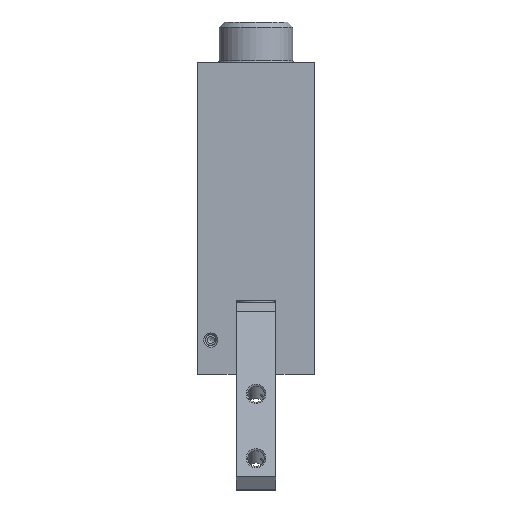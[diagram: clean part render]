
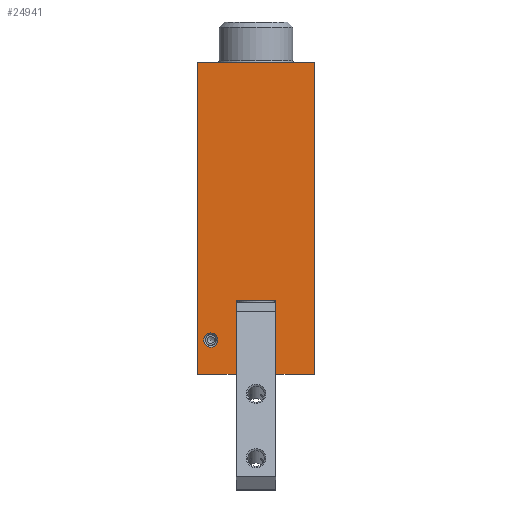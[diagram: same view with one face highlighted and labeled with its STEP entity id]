
A CAD part, top view. The second image highlights one B-rep face of the part: STEP entity #24941.
In plain terms, the highlighted planar face has unit normal (0, 0, 1).
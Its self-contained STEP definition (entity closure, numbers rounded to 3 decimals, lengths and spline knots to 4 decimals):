
#335=CIRCLE($,#25713,0.2121);
#629=FACE_BOUND($,#4070,.T.);
#1198=PLANE($,#25712);
#2500=FACE_OUTER_BOUND($,#4069,.T.);
#4069=EDGE_LOOP($,(#22508,#22509,#22510,#22511,#22512,#22513,#22514,#22515,
#22516,#22517));
#4070=EDGE_LOOP($,(#22518));
#5008=LINE($,#33526,#6805);
#5404=LINE($,#39631,#7201);
#6085=LINE($,#49436,#7882);
#6091=LINE($,#49448,#7888);
#6101=LINE($,#49471,#7898);
#6138=LINE($,#49770,#7935);
#6142=LINE($,#49776,#7939);
#6143=LINE($,#49783,#7940);
#6145=LINE($,#49787,#7942);
#6151=LINE($,#49905,#7948);
#6805=VECTOR($,#27044,9.32);
#7201=VECTOR($,#27628,9.32);
#7882=VECTOR($,#28693,1.2419);
#7888=VECTOR($,#28701,0.9581);
#7898=VECTOR($,#28719,0.9581);
#7935=VECTOR($,#28854,1.2419);
#7939=VECTOR($,#28860,1.1575);
#7940=VECTOR($,#28869,1.1575);
#7942=VECTOR($,#28875,1.185);
#7948=VECTOR($,#29013,3.5);
#10122=VERTEX_POINT($,#33523);
#10123=VERTEX_POINT($,#33525);
#11016=VERTEX_POINT($,#39629);
#11017=VERTEX_POINT($,#39630);
#11740=VERTEX_POINT($,#49433);
#11741=VERTEX_POINT($,#49435);
#11746=VERTEX_POINT($,#49447);
#11754=VERTEX_POINT($,#49468);
#11755=VERTEX_POINT($,#49470);
#11797=VERTEX_POINT($,#49769);
#11829=VERTEX_POINT($,#49906);
#12879=EDGE_CURVE($,#10123,#10122,#5008,.T.);
#13976=EDGE_CURVE($,#11016,#11017,#5404,.T.);
#15311=EDGE_CURVE($,#11741,#11740,#6085,.T.);
#15317=EDGE_CURVE($,#11746,#11741,#6091,.T.);
#15329=EDGE_CURVE($,#11755,#11754,#6101,.T.);
#15390=EDGE_CURVE($,#11797,#11755,#6138,.T.);
#15394=EDGE_CURVE($,#11754,#11016,#6142,.T.);
#15397=EDGE_CURVE($,#10122,#11746,#6143,.T.);
#15400=EDGE_CURVE($,#11740,#11797,#6145,.T.);
#15435=EDGE_CURVE($,#11017,#10123,#6151,.T.);
#15436=EDGE_CURVE($,#11829,#11829,#335,.T.);
#22508=ORIENTED_EDGE($,*,*,#15390,.T.);
#22509=ORIENTED_EDGE($,*,*,#15329,.T.);
#22510=ORIENTED_EDGE($,*,*,#15394,.T.);
#22511=ORIENTED_EDGE($,*,*,#13976,.T.);
#22512=ORIENTED_EDGE($,*,*,#15435,.T.);
#22513=ORIENTED_EDGE($,*,*,#12879,.T.);
#22514=ORIENTED_EDGE($,*,*,#15397,.T.);
#22515=ORIENTED_EDGE($,*,*,#15317,.T.);
#22516=ORIENTED_EDGE($,*,*,#15311,.T.);
#22517=ORIENTED_EDGE($,*,*,#15400,.T.);
#22518=ORIENTED_EDGE($,*,*,#15436,.F.);
#24941=ADVANCED_FACE($,(#2500,#629),#1198,.T.);
#25712=AXIS2_PLACEMENT_3D($,#49904,#29011,#29012);
#25713=AXIS2_PLACEMENT_3D($,#49907,#29014,#29015);
#27044=DIRECTION($,(0.,-1.,0.));
#27628=DIRECTION($,(0.,1.,0.));
#28693=DIRECTION($,(0.,1.,0.));
#28701=DIRECTION($,(0.,1.,0.));
#28719=DIRECTION($,(0.,-1.,0.));
#28854=DIRECTION($,(0.,-1.,0.));
#28860=DIRECTION($,(1.,0.,0.));
#28869=DIRECTION($,(1.,0.,0.));
#28875=DIRECTION($,(1.,0.,0.));
#29011=DIRECTION('center_axis',(0.,0.,1.));
#29012=DIRECTION('ref_axis',(1.,0.,0.));
#29013=DIRECTION($,(-1.,0.,0.));
#29014=DIRECTION('center_axis',(0.,0.,1.));
#29015=DIRECTION('ref_axis',(-1.,0.,0.));
#33523=CARTESIAN_POINT('',(-1.75,-1.86,2.25));
#33525=CARTESIAN_POINT('',(-1.75,7.46,2.25));
#33526=CARTESIAN_POINT($,(-1.75,7.46,2.25));
#39629=CARTESIAN_POINT('',(1.75,-1.86,2.25));
#39630=CARTESIAN_POINT('',(1.75,7.46,2.25));
#39631=CARTESIAN_POINT($,(1.75,-1.86,2.25));
#49433=CARTESIAN_POINT('',(-0.5925,0.34,2.25));
#49435=CARTESIAN_POINT('',(-0.5925,-0.9019,2.25));
#49436=CARTESIAN_POINT($,(-0.5925,-0.9019,2.25));
#49447=CARTESIAN_POINT('',(-0.5925,-1.86,2.25));
#49448=CARTESIAN_POINT($,(-0.5925,-1.86,2.25));
#49468=CARTESIAN_POINT('',(0.5925,-1.86,2.25));
#49470=CARTESIAN_POINT('',(0.5925,-0.9019,2.25));
#49471=CARTESIAN_POINT($,(0.5925,-0.9019,2.25));
#49769=CARTESIAN_POINT('',(0.5925,0.34,2.25));
#49770=CARTESIAN_POINT($,(0.5925,0.34,2.25));
#49776=CARTESIAN_POINT($,(0.5925,-1.86,2.25));
#49783=CARTESIAN_POINT($,(-1.75,-1.86,2.25));
#49787=CARTESIAN_POINT($,(-0.5925,0.34,2.25));
#49904=CARTESIAN_POINT('Origin',(1.75,0.,2.25));
#49905=CARTESIAN_POINT($,(1.75,7.46,2.25));
#49906=CARTESIAN_POINT('',(-1.1379,-0.84,2.25));
#49907=CARTESIAN_POINT('Origin',(-1.35,-0.84,2.25));
